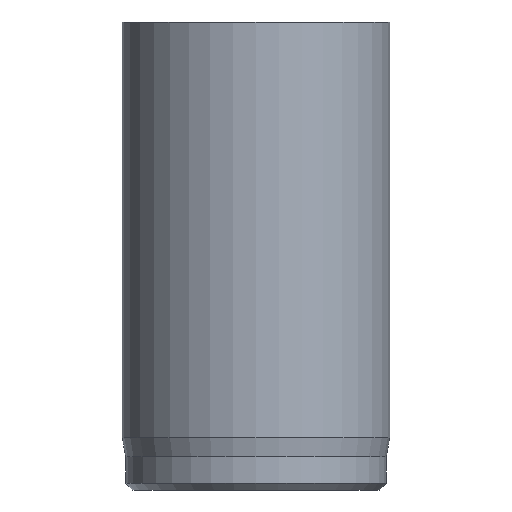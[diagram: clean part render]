
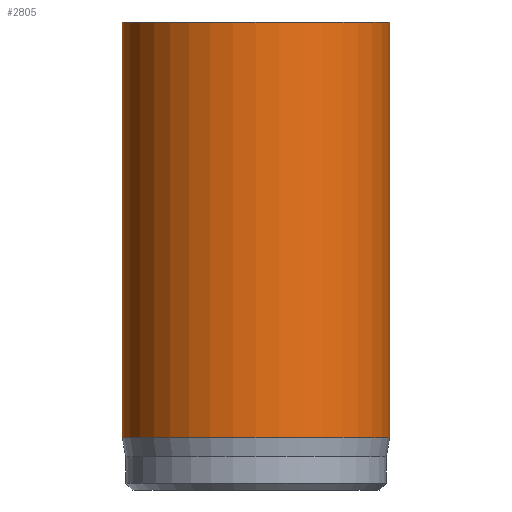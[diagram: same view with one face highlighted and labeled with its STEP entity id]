
A CAD part, front view. The second image highlights one B-rep face of the part: STEP entity #2805.
In plain terms, the highlighted cylindrical face has radius 4 mm (diameter 8 mm), a full revolution.
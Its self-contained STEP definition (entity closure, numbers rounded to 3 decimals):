
#31=CYLINDRICAL_SURFACE('',#2929,4.);
#44=CIRCLE('',#2906,4.);
#55=CIRCLE('',#2927,4.);
#56=CIRCLE('',#2928,4.);
#263=FACE_OUTER_BOUND('',#434,.T.);
#434=EDGE_LOOP('',(#2455,#2456,#2457,#2458,#2459));
#608=LINE('',#5579,#788);
#788=VECTOR('',#3217,4.);
#1261=VERTEX_POINT('',#5536);
#1272=VERTEX_POINT('',#5573);
#1273=VERTEX_POINT('',#5574);
#1657=EDGE_CURVE('',#1261,#1261,#44,.T.);
#1673=EDGE_CURVE('',#1272,#1273,#55,.T.);
#1674=EDGE_CURVE('',#1273,#1272,#56,.T.);
#1676=EDGE_CURVE('',#1261,#1272,#608,.T.);
#2455=ORIENTED_EDGE('',*,*,#1657,.T.);
#2456=ORIENTED_EDGE('',*,*,#1676,.T.);
#2457=ORIENTED_EDGE('',*,*,#1673,.T.);
#2458=ORIENTED_EDGE('',*,*,#1674,.T.);
#2459=ORIENTED_EDGE('',*,*,#1676,.F.);
#2805=ADVANCED_FACE('',(#263),#31,.T.);
#2906=AXIS2_PLACEMENT_3D('',#5537,#3163,#3164);
#2927=AXIS2_PLACEMENT_3D('',#5575,#3210,#3211);
#2928=AXIS2_PLACEMENT_3D('',#5576,#3212,#3213);
#2929=AXIS2_PLACEMENT_3D('',#5578,#3215,#3216);
#3163=DIRECTION('center_axis',(0.,0.,-1.));
#3164=DIRECTION('ref_axis',(-1.,0.,0.));
#3210=DIRECTION('center_axis',(0.,0.,1.));
#3211=DIRECTION('ref_axis',(-1.,0.,0.));
#3212=DIRECTION('center_axis',(0.,0.,1.));
#3213=DIRECTION('ref_axis',(-1.,0.,0.));
#3215=DIRECTION('center_axis',(0.,0.,1.));
#3216=DIRECTION('ref_axis',(-1.,0.,0.));
#3217=DIRECTION('',(0.,0.,-1.));
#5536=CARTESIAN_POINT('',(4.,0.,14.));
#5537=CARTESIAN_POINT('Origin',(0.,0.,14.));
#5573=CARTESIAN_POINT('',(4.,0.,1.567));
#5574=CARTESIAN_POINT('',(-4.,0.,1.567));
#5575=CARTESIAN_POINT('Origin',(0.,0.,1.567));
#5576=CARTESIAN_POINT('Origin',(0.,0.,1.567));
#5578=CARTESIAN_POINT('Origin',(0.,0.,0.));
#5579=CARTESIAN_POINT('',(4.,0.,0.));
